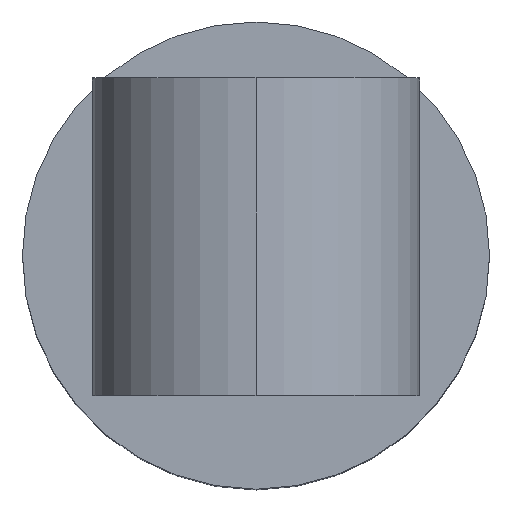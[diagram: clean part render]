
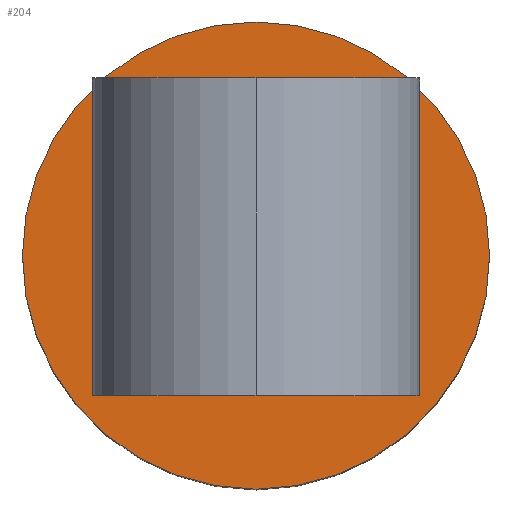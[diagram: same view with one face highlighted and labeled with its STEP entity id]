
A CAD part, top view. The second image highlights one B-rep face of the part: STEP entity #204.
In plain terms, the highlighted planar face has unit normal (0, 0, 1).
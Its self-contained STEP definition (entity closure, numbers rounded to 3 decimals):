
#15 = EDGE_CURVE ( 'NONE', #213, #137, #93, .T. ) ;
#16 = CARTESIAN_POINT ( 'NONE',  ( -15., 0., 50. ) ) ;
#19 = CARTESIAN_POINT ( 'NONE',  ( 0., 0., 50. ) ) ;
#37 = AXIS2_PLACEMENT_3D ( 'NONE', #19, #135, #166 ) ;
#54 = DIRECTION ( 'NONE',  ( 0., 0., -1. ) ) ;
#59 = CARTESIAN_POINT ( 'NONE',  ( 15., 0., 50. ) ) ;
#72 = CARTESIAN_POINT ( 'NONE',  ( 25., 0., 50. ) ) ;
#74 = CARTESIAN_POINT ( 'NONE',  ( 0., 0., 50. ) ) ;
#89 = ORIENTED_EDGE ( 'NONE', *, *, #481, .F. ) ;
#91 = EDGE_LOOP ( 'NONE', ( #205, #413 ) ) ;
#93 = CIRCLE ( 'NONE', #37, 25. ) ;
#108 = DIRECTION ( 'NONE',  ( 0., 0., -1. ) ) ;
#135 = DIRECTION ( 'NONE',  ( 0., 0., -1. ) ) ;
#137 = VERTEX_POINT ( 'NONE', #258 ) ;
#161 = AXIS2_PLACEMENT_3D ( 'NONE', #343, #386, #353 ) ;
#166 = DIRECTION ( 'NONE',  ( -1., 0., 0. ) ) ;
#171 = AXIS2_PLACEMENT_3D ( 'NONE', #430, #429, #389 ) ;
#204 = ADVANCED_FACE ( 'NONE', ( #376, #497 ), #223, .F. ) ;
#205 = ORIENTED_EDGE ( 'NONE', *, *, #292, .T. ) ;
#213 = VERTEX_POINT ( 'NONE', #72 ) ;
#221 = DIRECTION ( 'NONE',  ( -1., 0., 0. ) ) ;
#223 = PLANE ( 'NONE',  #284 ) ;
#227 = ORIENTED_EDGE ( 'NONE', *, *, #15, .F. ) ;
#228 = EDGE_CURVE ( 'NONE', #474, #458, #277, .T. ) ;
#258 = CARTESIAN_POINT ( 'NONE',  ( -25., 0., 50. ) ) ;
#277 = CIRCLE ( 'NONE', #171, 15. ) ;
#284 = AXIS2_PLACEMENT_3D ( 'NONE', #74, #108, #221 ) ;
#287 = CARTESIAN_POINT ( 'NONE',  ( 0., 0., 50. ) ) ;
#290 = DIRECTION ( 'NONE',  ( -1., 0., 0. ) ) ;
#292 = EDGE_CURVE ( 'NONE', #458, #474, #492, .T. ) ;
#293 = AXIS2_PLACEMENT_3D ( 'NONE', #287, #54, #290 ) ;
#343 = CARTESIAN_POINT ( 'NONE',  ( 0., 0., 50. ) ) ;
#353 = DIRECTION ( 'NONE',  ( -1., 0., 0. ) ) ;
#376 = FACE_OUTER_BOUND ( 'NONE', #437, .T. ) ;
#386 = DIRECTION ( 'NONE',  ( 0., 0., -1. ) ) ;
#389 = DIRECTION ( 'NONE',  ( -1., 0., 0. ) ) ;
#413 = ORIENTED_EDGE ( 'NONE', *, *, #228, .T. ) ;
#429 = DIRECTION ( 'NONE',  ( 0., 0., -1. ) ) ;
#430 = CARTESIAN_POINT ( 'NONE',  ( 0., 0., 50. ) ) ;
#437 = EDGE_LOOP ( 'NONE', ( #89, #227 ) ) ;
#454 = CIRCLE ( 'NONE', #293, 25. ) ;
#458 = VERTEX_POINT ( 'NONE', #16 ) ;
#474 = VERTEX_POINT ( 'NONE', #59 ) ;
#481 = EDGE_CURVE ( 'NONE', #137, #213, #454, .T. ) ;
#492 = CIRCLE ( 'NONE', #161, 15. ) ;
#497 = FACE_BOUND ( 'NONE', #91, .T. ) ;
